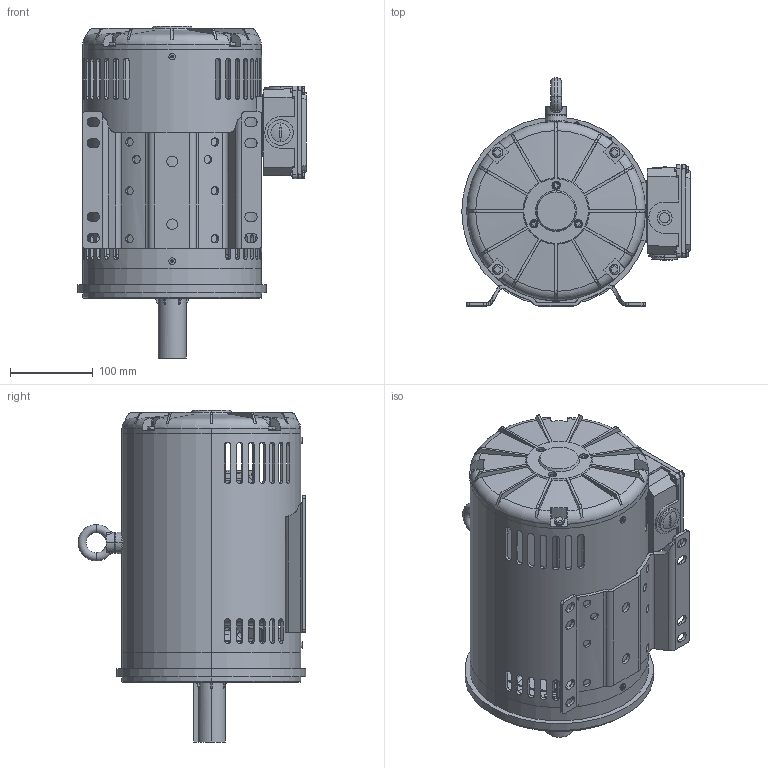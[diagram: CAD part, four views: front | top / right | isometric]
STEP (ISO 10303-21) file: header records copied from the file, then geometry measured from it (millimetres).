
FILE_DESCRIPTION (( 'STEP AP203' ), '1' );
FILE_NAME ('TXD184配T法兰盖总装图（5Y4L）.STEP', '2016-04-08T12:54:09', ( 'Windows 用户' ), ( 'Sky123.Org' ), 'SwSTEP 2.0', 'SolidWorks 2013', '' );
FILE_SCHEMA (( 'CONFIG_CONTROL_DESIGN' ));
Length unit declared in the file: millimetre
Products named in the file (37): 坶粣創揤啣M5℅30; す瑩A5X16; 波形垫圈D52(6205); 裂遠; 穿钉0.25-20UNC×282; T180絳瑞啣; T炵蹈180綴傷裔(ODP); MS112-132諉盄碟裔躇猾菜; 出水孔塞; 援隊粟菜朴8; T180瑞珔; T-206粣創揤啣; MS112-132諉盄碟裔; 接线盒座螺钉0.25-20UNC×12; T180-210詩啣褲臏諉盄碟-0.75NPT; 諉盄霧齪; T-205粣創揤啣; 0.75-14NPT出线螺塞; 菁褐; 穩隊M2X4; 平键6.35×6.35×44.5; 接线盒座接地螺钉10#-32UNC×6; TXD184转轴（5Y4L）; TXD184配T端盖机壳（5Y4L）; TXD184配T法兰盖总装图（5Y4L）; 防尘圈30X44; 接线盒接地弹簧垫片Φ5; 粣創6206; NEMA180T-210T迖啣; 諉盄碟釱砎蝶菜; 接线盒盖螺钉8-36UNC×14; 粣創6205; SLF180饜T炵蹈傷裔霧齪; NEMA180T粣扥杶; 縐嘀do35; T180C楊擘裔; 霧齪穩隊M2X4
Assembly tree (58 placements, depth 2):
  TXD184配T法兰盖总装图（5Y4L）
    TXD184配T端盖机壳（5Y4L）
    NEMA180T-210T迖啣
    SLF180饜T炵蹈傷裔霧齪
    霧齪穩隊M2X4  x4
    裂遠
    出水孔塞  x2
    接线盒座螺钉0.25-20UNC×12  x4
    菁褐
    TXD184转轴（5Y4L）
    粣創6206
    粣創6205
    T180C楊擘裔
    波形垫圈D52(6205)
    T炵蹈180綴傷裔(ODP)
    T-206粣創揤啣
    T-205粣創揤啣
    平键6.35×6.35×44.5
    防尘圈30X44
    諉盄碟釱砎蝶菜
    NEMA180T粣扥杶
    坶粣創揤啣M5℅30  x6
    穿钉0.25-20UNC×282  x4
    援隊粟菜朴8  x4
    T180-210詩啣褲臏諉盄碟-0.75NPT
    MS112-132諉盄碟裔躇猾菜
    MS112-132諉盄碟裔
    0.75-14NPT出线螺塞
    接线盒座接地螺钉10#-32UNC×6
    接线盒接地弹簧垫片Φ5
    接线盒盖螺钉8-36UNC×14  x4
    縐嘀do35
    す瑩A5X16
    T180絳瑞啣
    T180瑞珔
    諉盄霧齪
    穩隊M2X4  x2
Bounding box: 276 x 275.3 x 401 mm (x, y, z)
Volume: 2394695.8 mm3; surface area: 1093832.5 mm2
Topology: 70 solids, 70 shells, 2807 faces, 7133 edges, 4508 vertices
Faces by surface type: plane 1175, cylinder 898, bspline 273, cone 243, torus 218
Entity records: 101950 total; most frequent: CARTESIAN_POINT 38863, ORIENTED_EDGE 12668, DIRECTION 11583, EDGE_CURVE 6334, AXIS2_PLACEMENT_3D 4363, VERTEX_POINT 4045, VECTOR 2857, LINE 2857
